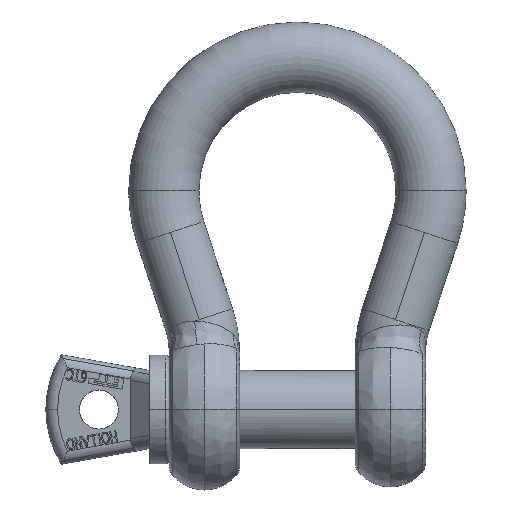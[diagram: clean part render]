
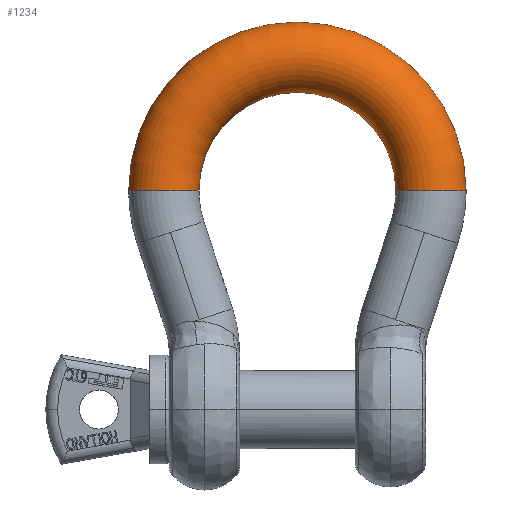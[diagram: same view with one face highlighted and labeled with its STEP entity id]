
A CAD part, top view. The second image highlights one B-rep face of the part: STEP entity #1234.
In plain terms, the highlighted toroidal (fillet/blend) face has major radius 85.5 mm and minor radius 22.5 mm.
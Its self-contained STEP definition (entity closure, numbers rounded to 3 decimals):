
#1234=ADVANCED_FACE('',(#3023),#3024,.T.);
#3023=FACE_OUTER_BOUND('',#6761,.T.);
#3024=TOROIDAL_SURFACE('',#6762,85.5,22.5);
#6761=EDGE_LOOP('',(#12297,#12298,#12299,#12300));
#6762=AXIS2_PLACEMENT_3D('',#12301,#12302,#12303);
#12297=ORIENTED_EDGE('',*,*,#18330,.F.);
#12298=ORIENTED_EDGE('',*,*,#17790,.T.);
#12299=ORIENTED_EDGE('',*,*,#18331,.F.);
#12300=ORIENTED_EDGE('',*,*,#18332,.T.);
#12301=CARTESIAN_POINT('',(0.0,140.0,0.0));
#12302=DIRECTION('',(0.0,0.0,-1.0));
#12303=DIRECTION('',(-1.0,0.0,0.0));
#17790=EDGE_CURVE('',#21262,#21260,#21263,.T.);
#18330=EDGE_CURVE('',#21262,#22011,#22012,.F.);
#18331=EDGE_CURVE('',#22013,#21260,#22014,.T.);
#18332=EDGE_CURVE('',#22013,#22011,#22015,.F.);
#21260=VERTEX_POINT('',#27633);
#21262=VERTEX_POINT('',#27635);
#21263=CIRCLE('',#27636,22.5);
#22011=VERTEX_POINT('',#29269);
#22012=CIRCLE('',#29270,63.0);
#22013=VERTEX_POINT('',#29271);
#22014=CIRCLE('',#29272,108.0);
#22015=CIRCLE('',#29273,22.5);
#27633=CARTESIAN_POINT('',(108.0,140.0,0.0));
#27635=CARTESIAN_POINT('',(63.0,140.0,0.));
#27636=AXIS2_PLACEMENT_3D('',#37573,#37574,#37575);
#29269=CARTESIAN_POINT('',(-63.0,140.0,0.));
#29270=AXIS2_PLACEMENT_3D('',#37715,#37716,#37717);
#29271=CARTESIAN_POINT('',(-108.0,140.0,0.0));
#29272=AXIS2_PLACEMENT_3D('',#37718,#37719,#37720);
#29273=AXIS2_PLACEMENT_3D('',#37721,#37722,#37723);
#37573=CARTESIAN_POINT('',(85.5,140.0,0.0));
#37574=DIRECTION('',(0.,1.0,0.0));
#37575=DIRECTION('',(1.0,0.,0.0));
#37715=CARTESIAN_POINT('',(0.0,140.0,0.));
#37716=DIRECTION('',(0.0,0.0,-1.0));
#37717=DIRECTION('',(1.0,0.0,0.0));
#37718=CARTESIAN_POINT('',(0.0,140.0,0.));
#37719=DIRECTION('',(0.0,0.0,-1.0));
#37720=DIRECTION('',(1.0,0.0,0.0));
#37721=CARTESIAN_POINT('',(-85.5,140.0,0.0));
#37722=DIRECTION('',(0.0,-1.0,0.0));
#37723=DIRECTION('',(1.0,0.0,0.0));
